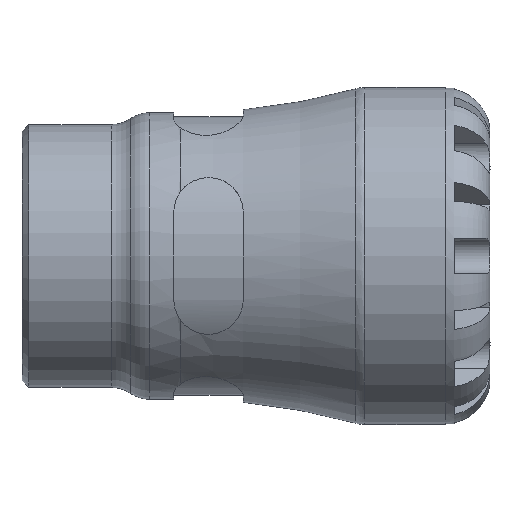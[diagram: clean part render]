
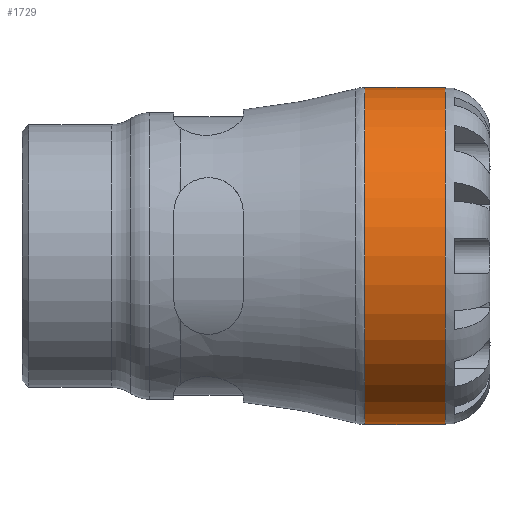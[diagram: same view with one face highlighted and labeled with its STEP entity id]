
A CAD part, front view. The second image highlights one B-rep face of the part: STEP entity #1729.
In plain terms, the highlighted cylindrical face has radius 42.5 mm (diameter 85 mm), a full revolution.
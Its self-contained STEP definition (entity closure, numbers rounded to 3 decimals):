
#34=FACE_BOUND('',#412,.T.);
#295=FACE_OUTER_BOUND('',#411,.T.);
#411=EDGE_LOOP('',(#1230));
#412=EDGE_LOOP('',(#1231));
#547=CIRCLE('',#1891,42.5);
#548=CIRCLE('',#1893,42.5);
#733=VERTEX_POINT('',#3000);
#734=VERTEX_POINT('',#3003);
#915=EDGE_CURVE('',#733,#733,#547,.T.);
#916=EDGE_CURVE('',#734,#734,#548,.T.);
#1230=ORIENTED_EDGE('',*,*,#916,.F.);
#1231=ORIENTED_EDGE('',*,*,#915,.F.);
#1573=CYLINDRICAL_SURFACE('',#1892,42.5);
#1729=ADVANCED_FACE('',(#295,#34),#1573,.T.);
#1891=AXIS2_PLACEMENT_3D('',#3001,#2195,#2196);
#1892=AXIS2_PLACEMENT_3D('',#3002,#2197,#2198);
#1893=AXIS2_PLACEMENT_3D('',#3004,#2199,#2200);
#2195=DIRECTION('center_axis',(-1.,0.,0.));
#2196=DIRECTION('ref_axis',(0.,-1.,0.));
#2197=DIRECTION('center_axis',(1.,0.,0.));
#2198=DIRECTION('ref_axis',(0.,1.,0.));
#2199=DIRECTION('center_axis',(1.,0.,0.));
#2200=DIRECTION('ref_axis',(0.,0.,-1.));
#3000=CARTESIAN_POINT('',(86.422,42.5,0.));
#3001=CARTESIAN_POINT('Origin',(86.422,0.,0.));
#3002=CARTESIAN_POINT('Origin',(95.995,0.,0.));
#3003=CARTESIAN_POINT('',(106.75,42.5,0.));
#3004=CARTESIAN_POINT('Origin',(106.75,0.,0.));
